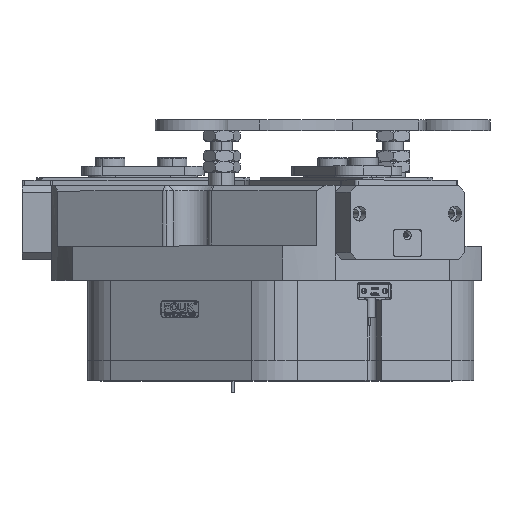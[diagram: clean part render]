
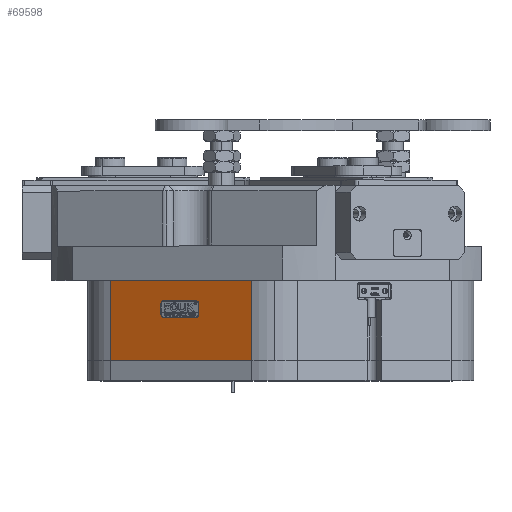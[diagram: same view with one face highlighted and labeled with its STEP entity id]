
A CAD part, top view. The second image highlights one B-rep face of the part: STEP entity #69598.
In plain terms, the highlighted planar face has unit normal (-0.5, 0, 0.866).
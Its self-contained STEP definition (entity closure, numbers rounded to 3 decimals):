
#199 = EDGE_CURVE ( 'NONE', #59968, #71033, #6017, .T. ) ;
#1119 = CARTESIAN_POINT ( 'NONE',  ( -72.5, 59.5, 125.574 ) ) ;
#1201 = CARTESIAN_POINT ( 'NONE',  ( -85.923, 42.1, 117.824 ) ) ;
#2894 = VECTOR ( 'NONE', #52247, 1000. ) ;
#3331 = VERTEX_POINT ( 'NONE', #72058 ) ;
#4130 = CIRCLE ( 'NONE', #31917, 2.1 ) ;
#4191 = ORIENTED_EDGE ( 'NONE', *, *, #32310, .F. ) ;
#4251 = LINE ( 'NONE', #32720, #60765 ) ;
#4710 = CARTESIAN_POINT ( 'NONE',  ( -85.923, 34.1, 117.824 ) ) ;
#5999 = EDGE_CURVE ( 'NONE', #45411, #18250, #34249, .T. ) ;
#6017 = CIRCLE ( 'NONE', #13950, 2.1 ) ;
#9189 = DIRECTION ( 'NONE',  ( 0.866, 0., 0.5 ) ) ;
#9696 = CARTESIAN_POINT ( 'NONE',  ( -61.675, 44.2, 131.824 ) ) ;
#10130 = VERTEX_POINT ( 'NONE', #49718 ) ;
#10465 = VERTEX_POINT ( 'NONE', #68969 ) ;
#10642 = CARTESIAN_POINT ( 'NONE',  ( -59.856, 34.1, 132.874 ) ) ;
#11415 = FACE_BOUND ( 'NONE', #65673, .T. ) ;
#13403 = VECTOR ( 'NONE', #73499, 1000. ) ;
#13719 = DIRECTION ( 'NONE',  ( -0.5, 0., 0.866 ) ) ;
#13950 = AXIS2_PLACEMENT_3D ( 'NONE', #70472, #53454, #64942 ) ;
#14452 = CARTESIAN_POINT ( 'NONE',  ( 145., 130., 251.147 ) ) ;
#14708 = VERTEX_POINT ( 'NONE', #18600 ) ;
#15489 = EDGE_CURVE ( 'NONE', #38569, #14708, #51222, .T. ) ;
#16472 = DIRECTION ( 'NONE',  ( -0.866, 0., -0.5 ) ) ;
#17297 = CARTESIAN_POINT ( 'NONE',  ( -20., 59.5, 155.885 ) ) ;
#17593 = CARTESIAN_POINT ( 'NONE',  ( -87.742, 42.1, 116.774 ) ) ;
#17672 = ORIENTED_EDGE ( 'NONE', *, *, #69698, .T. ) ;
#17975 = CARTESIAN_POINT ( 'NONE',  ( -59.856, 42.1, 132.874 ) ) ;
#18245 = DIRECTION ( 'NONE',  ( 0.5, 0., -0.866 ) ) ;
#18250 = VERTEX_POINT ( 'NONE', #17297 ) ;
#18600 = CARTESIAN_POINT ( 'NONE',  ( -87.742, 34.1, 116.774 ) ) ;
#19137 = ORIENTED_EDGE ( 'NONE', *, *, #49190, .T. ) ;
#19911 = LINE ( 'NONE', #45354, #43265 ) ;
#20261 = CARTESIAN_POINT ( 'NONE',  ( -61.675, 32., 131.824 ) ) ;
#20666 = LINE ( 'NONE', #17593, #29641 ) ;
#22397 = DIRECTION ( 'NONE',  ( 0.866, 0., 0.5 ) ) ;
#25468 = EDGE_CURVE ( 'NONE', #14708, #66326, #20666, .T. ) ;
#27460 = ORIENTED_EDGE ( 'NONE', *, *, #62663, .T. ) ;
#27765 = DIRECTION ( 'NONE',  ( 0.5, 0., -0.866 ) ) ;
#28230 = EDGE_CURVE ( 'NONE', #71033, #38569, #70688, .T. ) ;
#28556 = DIRECTION ( 'NONE',  ( 0.5, 0., -0.866 ) ) ;
#29641 = VECTOR ( 'NONE', #57203, 1000. ) ;
#29644 = CARTESIAN_POINT ( 'NONE',  ( -61.675, 32., 131.824 ) ) ;
#30459 = LINE ( 'NONE', #73742, #13403 ) ;
#31196 = CARTESIAN_POINT ( 'NONE',  ( -61.675, 44.2, 131.824 ) ) ;
#31320 = DIRECTION ( 'NONE',  ( -0.866, 0., -0.5 ) ) ;
#31807 = VERTEX_POINT ( 'NONE', #17975 ) ;
#31917 = AXIS2_PLACEMENT_3D ( 'NONE', #39392, #28556, #50898 ) ;
#31971 = ORIENTED_EDGE ( 'NONE', *, *, #28230, .T. ) ;
#32310 = EDGE_CURVE ( 'NONE', #45411, #10130, #4251, .T. ) ;
#32720 = CARTESIAN_POINT ( 'NONE',  ( 145., 0., 251.147 ) ) ;
#33561 = CARTESIAN_POINT ( 'NONE',  ( -85.923, 32., 117.824 ) ) ;
#34249 = LINE ( 'NONE', #57776, #2894 ) ;
#35829 = DIRECTION ( 'NONE',  ( -0.866, 0., -0.5 ) ) ;
#36133 = CARTESIAN_POINT ( 'NONE',  ( -87.742, 42.1, 116.774 ) ) ;
#37596 = EDGE_CURVE ( 'NONE', #3331, #18250, #72728, .T. ) ;
#37771 = EDGE_LOOP ( 'NONE', ( #61844, #19137, #4191, #50373 ) ) ;
#38569 = VERTEX_POINT ( 'NONE', #33561 ) ;
#39366 = ORIENTED_EDGE ( 'NONE', *, *, #199, .T. ) ;
#39392 = CARTESIAN_POINT ( 'NONE',  ( -61.675, 42.1, 131.824 ) ) ;
#43265 = VECTOR ( 'NONE', #67891, 1000. ) ;
#44414 = ORIENTED_EDGE ( 'NONE', *, *, #25468, .T. ) ;
#45354 = CARTESIAN_POINT ( 'NONE',  ( -59.856, 42.1, 132.874 ) ) ;
#45411 = VERTEX_POINT ( 'NONE', #49793 ) ;
#46444 = EDGE_CURVE ( 'NONE', #31807, #59968, #19911, .T. ) ;
#47658 = ORIENTED_EDGE ( 'NONE', *, *, #15489, .T. ) ;
#47815 = AXIS2_PLACEMENT_3D ( 'NONE', #14452, #13719, #48083 ) ;
#48083 = DIRECTION ( 'NONE',  ( 0.866, 0., 0.5 ) ) ;
#48662 = CIRCLE ( 'NONE', #68927, 2.1 ) ;
#48946 = VERTEX_POINT ( 'NONE', #31196 ) ;
#49190 = EDGE_CURVE ( 'NONE', #3331, #10130, #30459, .T. ) ;
#49718 = CARTESIAN_POINT ( 'NONE',  ( -125., 0., 95.263 ) ) ;
#49793 = CARTESIAN_POINT ( 'NONE',  ( -20., 0., 155.885 ) ) ;
#50373 = ORIENTED_EDGE ( 'NONE', *, *, #5999, .T. ) ;
#50898 = DIRECTION ( 'NONE',  ( 0.866, 0., 0.5 ) ) ;
#51222 = CIRCLE ( 'NONE', #73254, 2.1 ) ;
#52095 = VECTOR ( 'NONE', #22397, 1000. ) ;
#52247 = DIRECTION ( 'NONE',  ( 0., 1., 0. ) ) ;
#53454 = DIRECTION ( 'NONE',  ( 0.5, 0., -0.866 ) ) ;
#53708 = EDGE_CURVE ( 'NONE', #66326, #10465, #48662, .T. ) ;
#54520 = VECTOR ( 'NONE', #31320, 1000. ) ;
#57087 = VECTOR ( 'NONE', #9189, 1000. ) ;
#57203 = DIRECTION ( 'NONE',  ( 0., 1., 0. ) ) ;
#57776 = CARTESIAN_POINT ( 'NONE',  ( -20., 130., 155.885 ) ) ;
#59968 = VERTEX_POINT ( 'NONE', #10642 ) ;
#60756 = FACE_OUTER_BOUND ( 'NONE', #37771, .T. ) ;
#60765 = VECTOR ( 'NONE', #67795, 1000. ) ;
#61844 = ORIENTED_EDGE ( 'NONE', *, *, #37596, .F. ) ;
#62404 = ORIENTED_EDGE ( 'NONE', *, *, #46444, .T. ) ;
#62663 = EDGE_CURVE ( 'NONE', #48946, #31807, #4130, .T. ) ;
#64942 = DIRECTION ( 'NONE',  ( -0.866, 0., -0.5 ) ) ;
#65673 = EDGE_LOOP ( 'NONE', ( #62404, #39366, #31971, #47658, #44414, #69223, #17672, #27460 ) ) ;
#66326 = VERTEX_POINT ( 'NONE', #36133 ) ;
#66346 = PLANE ( 'NONE',  #47815 ) ;
#67795 = DIRECTION ( 'NONE',  ( -0.866, 0., -0.5 ) ) ;
#67891 = DIRECTION ( 'NONE',  ( 0., -1., 0. ) ) ;
#68927 = AXIS2_PLACEMENT_3D ( 'NONE', #1201, #18245, #35829 ) ;
#68969 = CARTESIAN_POINT ( 'NONE',  ( -85.923, 44.2, 117.824 ) ) ;
#69223 = ORIENTED_EDGE ( 'NONE', *, *, #53708, .T. ) ;
#69598 = ADVANCED_FACE ( 'NONE', ( #11415, #60756 ), #66346, .T. ) ;
#69698 = EDGE_CURVE ( 'NONE', #10465, #48946, #74118, .T. ) ;
#70472 = CARTESIAN_POINT ( 'NONE',  ( -61.675, 34.1, 131.824 ) ) ;
#70688 = LINE ( 'NONE', #20261, #54520 ) ;
#71033 = VERTEX_POINT ( 'NONE', #29644 ) ;
#72058 = CARTESIAN_POINT ( 'NONE',  ( -125., 59.5, 95.263 ) ) ;
#72728 = LINE ( 'NONE', #1119, #52095 ) ;
#73254 = AXIS2_PLACEMENT_3D ( 'NONE', #4710, #27765, #16472 ) ;
#73499 = DIRECTION ( 'NONE',  ( 0., -1., 0. ) ) ;
#73742 = CARTESIAN_POINT ( 'NONE',  ( -125., 130., 95.263 ) ) ;
#74118 = LINE ( 'NONE', #9696, #57087 ) ;
